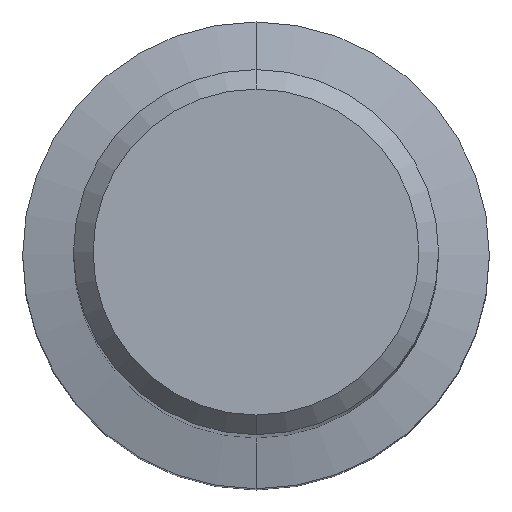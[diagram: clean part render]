
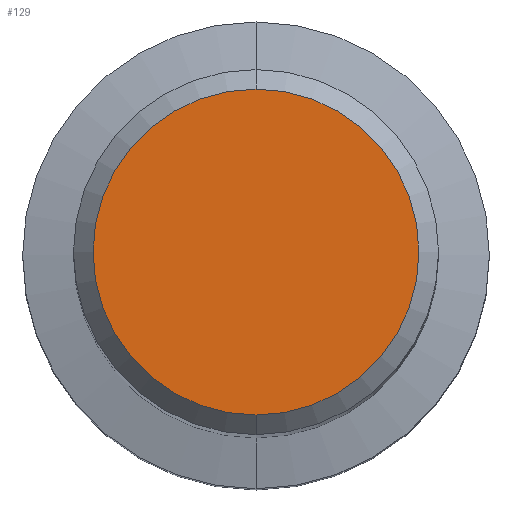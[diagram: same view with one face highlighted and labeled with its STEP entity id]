
A CAD part, top view. The second image highlights one B-rep face of the part: STEP entity #129.
In plain terms, the highlighted planar face has unit normal (0, 0, 1).
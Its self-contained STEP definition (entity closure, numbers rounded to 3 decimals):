
#129=ADVANCED_FACE('',(#329),#330,.T.);
#203=VERTEX_POINT('',#414);
#253=VERTEX_POINT('',#470);
#267=EDGE_CURVE('',#253,#203,#486,.T.);
#273=EDGE_CURVE('',#203,#253,#493,.T.);
#329=FACE_OUTER_BOUND('',#546,.T.);
#330=PLANE('',#547);
#414=CARTESIAN_POINT('',(0.0,6.65,0.0));
#470=CARTESIAN_POINT('',(0.,-6.65,0.0));
#486=CIRCLE('',#747,6.65);
#493=CIRCLE('',#755,6.65);
#546=EDGE_LOOP('',(#814,#815));
#547=AXIS2_PLACEMENT_3D('',#816,#817,#818);
#747=AXIS2_PLACEMENT_3D('',#1010,#1011,#1012);
#755=AXIS2_PLACEMENT_3D('',#1019,#1020,#1021);
#814=ORIENTED_EDGE('',*,*,#273,.F.);
#815=ORIENTED_EDGE('',*,*,#267,.F.);
#816=CARTESIAN_POINT('',(0.0,3.325,0.0));
#817=DIRECTION('',(-0.0,0.0,1.0));
#818=DIRECTION('',(0.0,-1.0,0.0));
#1010=CARTESIAN_POINT('',(0.0,0.0,0.0));
#1011=DIRECTION('',(0.0,0.0,-1.0));
#1012=DIRECTION('',(0.0,1.0,0.0));
#1019=CARTESIAN_POINT('',(0.0,0.0,0.0));
#1020=DIRECTION('',(0.0,0.0,-1.0));
#1021=DIRECTION('',(0.0,1.0,0.0));
